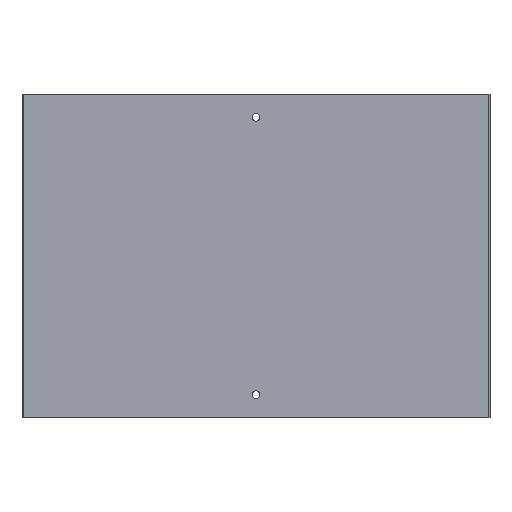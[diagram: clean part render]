
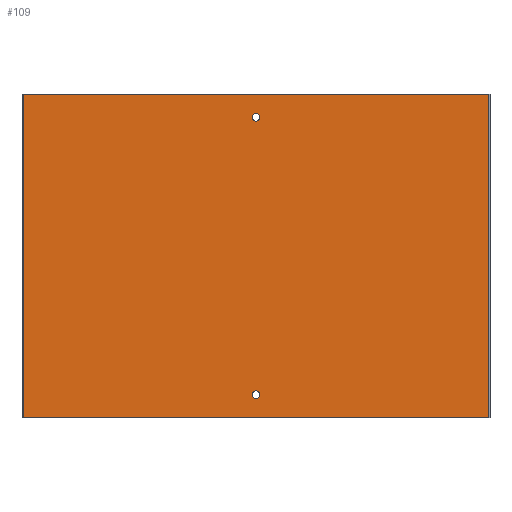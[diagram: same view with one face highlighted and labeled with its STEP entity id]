
A CAD part, front view. The second image highlights one B-rep face of the part: STEP entity #109.
In plain terms, the highlighted planar face has unit normal (0, -1, 0).
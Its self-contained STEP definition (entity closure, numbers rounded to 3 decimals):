
#5 = DIRECTION ( 'NONE',  ( 0., -1., 0. ) ) ;
#6 = CARTESIAN_POINT ( 'NONE',  ( 0., 0., 195. ) ) ;
#9 = DIRECTION ( 'NONE',  ( 0., 0., 1. ) ) ;
#10 = DIRECTION ( 'NONE',  ( 0., 1., 0. ) ) ;
#12 = DIRECTION ( 'NONE',  ( 0., 0., 1. ) ) ;
#13 = DIRECTION ( 'NONE',  ( 0., -1., 0. ) ) ;
#14 = CARTESIAN_POINT ( 'NONE',  ( 0., 0., 15. ) ) ;
#15 = CARTESIAN_POINT ( 'NONE',  ( -151., 0., 0. ) ) ;
#19 = DIRECTION ( 'NONE',  ( 0., 0., -1. ) ) ;
#20 = DIRECTION ( 'NONE',  ( 0., 0., -1. ) ) ;
#22 = CARTESIAN_POINT ( 'NONE',  ( 151., 0., 210. ) ) ;
#50 = CARTESIAN_POINT ( 'NONE',  ( -151., 0., 210. ) ) ;
#63 = DIRECTION ( 'NONE',  ( 1., 0., 0. ) ) ;
#82 = DIRECTION ( 'NONE',  ( 1., 0., 0. ) ) ;
#85 = CARTESIAN_POINT ( 'NONE',  ( -151., 0., 210. ) ) ;
#92 = DIRECTION ( 'NONE',  ( 0., 0., 1. ) ) ;
#94 = PLANE ( 'NONE',  #120 ) ;
#97 = CARTESIAN_POINT ( 'NONE',  ( -151., 0., 210. ) ) ;
#109 = ADVANCED_FACE ( 'NONE', ( #341, #371, #369 ), #94, .F. ) ;
#120 = AXIS2_PLACEMENT_3D ( 'NONE', #97, #10, #92 ) ;
#134 = CARTESIAN_POINT ( 'NONE',  ( 151., 0., 0. ) ) ;
#141 = CARTESIAN_POINT ( 'NONE',  ( 151., 0., 210. ) ) ;
#142 = CARTESIAN_POINT ( 'NONE',  ( -151., 0., 210. ) ) ;
#149 = CARTESIAN_POINT ( 'NONE',  ( -151., 0., 0. ) ) ;
#160 = CARTESIAN_POINT ( 'NONE',  ( 0., 0., 197.5 ) ) ;
#162 = CARTESIAN_POINT ( 'NONE',  ( 0., 0., 17.5 ) ) ;
#203 = EDGE_CURVE ( 'NONE', #253, #259, #354, .T. ) ;
#204 = EDGE_CURVE ( 'NONE', #251, #246, #348, .T. ) ;
#206 = EDGE_CURVE ( 'NONE', #423, #423, #428, .T. ) ;
#207 = EDGE_CURVE ( 'NONE', #375, #375, #396, .T. ) ;
#209 = EDGE_CURVE ( 'NONE', #246, #259, #394, .T. ) ;
#210 = EDGE_CURVE ( 'NONE', #251, #253, #432, .T. ) ;
#216 = AXIS2_PLACEMENT_3D ( 'NONE', #14, #13, #12 ) ;
#217 = AXIS2_PLACEMENT_3D ( 'NONE', #6, #5, #9 ) ;
#239 = VECTOR ( 'NONE', #82, 1000. ) ;
#246 = VERTEX_POINT ( 'NONE', #149 ) ;
#251 = VERTEX_POINT ( 'NONE', #142 ) ;
#253 = VERTEX_POINT ( 'NONE', #141 ) ;
#259 = VERTEX_POINT ( 'NONE', #134 ) ;
#286 = ORIENTED_EDGE ( 'NONE', *, *, #206, .F. ) ;
#287 = ORIENTED_EDGE ( 'NONE', *, *, #207, .F. ) ;
#288 = ORIENTED_EDGE ( 'NONE', *, *, #209, .T. ) ;
#289 = ORIENTED_EDGE ( 'NONE', *, *, #203, .F. ) ;
#290 = ORIENTED_EDGE ( 'NONE', *, *, #210, .F. ) ;
#291 = ORIENTED_EDGE ( 'NONE', *, *, #204, .T. ) ;
#322 = EDGE_LOOP ( 'NONE', ( #288, #289, #290, #291 ) ) ;
#326 = EDGE_LOOP ( 'NONE', ( #287 ) ) ;
#330 = EDGE_LOOP ( 'NONE', ( #286 ) ) ;
#341 = FACE_BOUND ( 'NONE', #330, .T. ) ;
#348 = LINE ( 'NONE', #50, #381 ) ;
#354 = LINE ( 'NONE', #22, #379 ) ;
#369 = FACE_OUTER_BOUND ( 'NONE', #322, .T. ) ;
#371 = FACE_BOUND ( 'NONE', #326, .T. ) ;
#375 = VERTEX_POINT ( 'NONE', #162 ) ;
#379 = VECTOR ( 'NONE', #20, 1000. ) ;
#381 = VECTOR ( 'NONE', #19, 1000. ) ;
#394 = LINE ( 'NONE', #15, #239 ) ;
#396 = CIRCLE ( 'NONE', #216, 2.5 ) ;
#423 = VERTEX_POINT ( 'NONE', #160 ) ;
#428 = CIRCLE ( 'NONE', #217, 2.5 ) ;
#431 = VECTOR ( 'NONE', #63, 1000. ) ;
#432 = LINE ( 'NONE', #85, #431 ) ;
